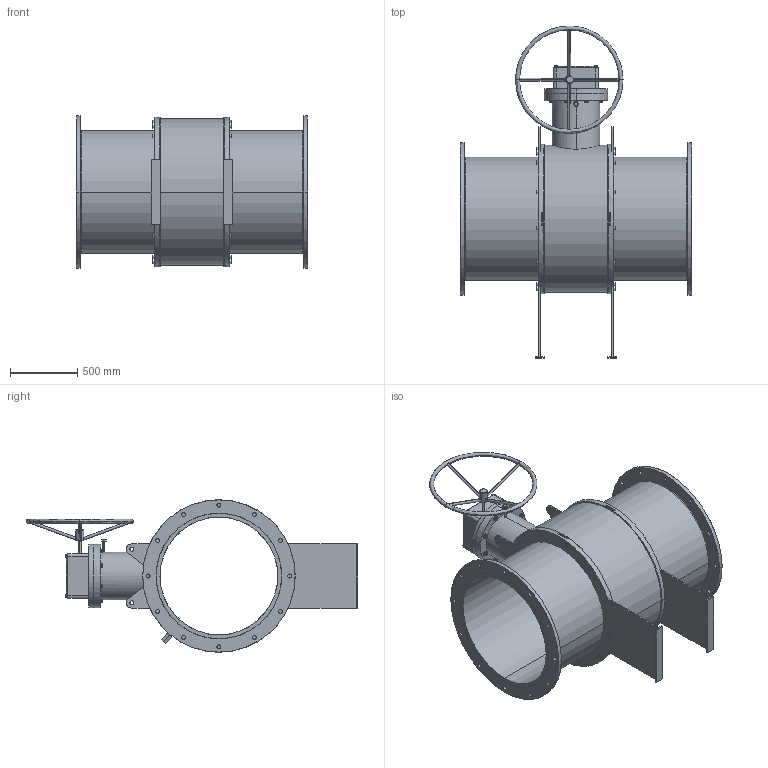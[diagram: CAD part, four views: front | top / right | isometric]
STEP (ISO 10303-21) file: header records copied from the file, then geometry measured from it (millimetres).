
FILE_DESCRIPTION (( 'STEP AP203' ), '1' );
FILE_NAME ('GB2_ANSI_300_36IN_HD.STEP', '2025-10-10T19:28:43', ( '' ), ( '' ), 'SwSTEP 2.0', 'SolidWorks 2025', '' );
FILE_SCHEMA (( 'CONFIG_CONTROL_DESIGN' ));
Length unit declared in the file: millimetre
Products named in the file (3): GB2_ANSI_2500_1500_ANSI_300_36IN; GB2_ANSI_300_36IN_HD; hex flange screw_am_B18.2.3.4M - Hex flange screw, M16 x 2.0 x 25 --25N
Assembly tree (37 placements, depth 2):
  GB2_ANSI_300_36IN_HD
    GB2_ANSI_2500_1500_ANSI_300_36IN
    hex flange screw_am_B18.2.3.4M - Hex flange screw, M16 x 2.0 x 25 --25N  x36
Bounding box: 1727 x 2471 x 1136 mm (x, y, z)
Volume: 358203931.8 mm3; surface area: 15499890.2 mm2
Topology: 38 solids, 38 shells, 1613 faces, 3657 edges, 2207 vertices
Faces by surface type: plane 530, cone 392, cylinder 303, bspline 286, torus 96, sphere 6
Entity records: 27677 total; most frequent: CARTESIAN_POINT 12180, ORIENTED_EDGE 2966, DIRECTION 2918, EDGE_CURVE 1483, AXIS2_PLACEMENT_3D 1116, VERTEX_POINT 945, EDGE_LOOP 742, LINE 686
